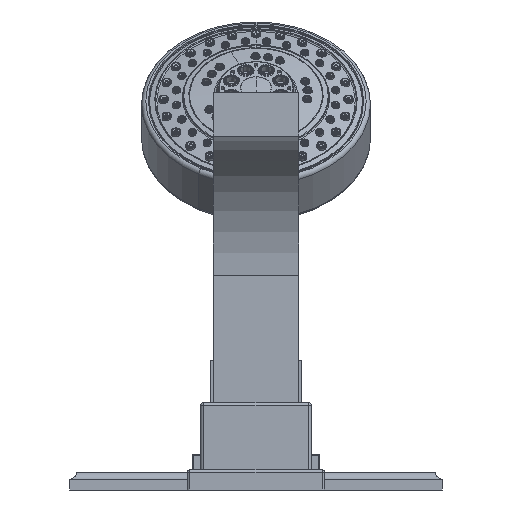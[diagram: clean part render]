
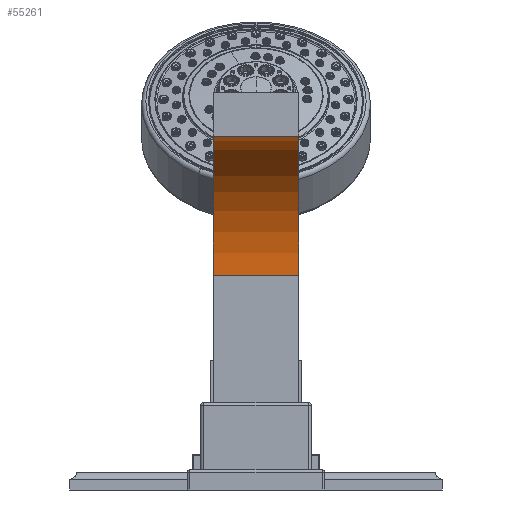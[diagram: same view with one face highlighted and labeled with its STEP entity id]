
A CAD part, front view. The second image highlights one B-rep face of the part: STEP entity #55261.
In plain terms, the highlighted cylindrical face has radius 62.56 mm (diameter 125.12 mm), a partial arc.
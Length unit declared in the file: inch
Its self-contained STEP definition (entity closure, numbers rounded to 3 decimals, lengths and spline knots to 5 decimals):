
#54496=CARTESIAN_POINT('',(0.75,-8.838,3.75003));
#54497=DIRECTION('',(1.,0.,0.));
#54498=DIRECTION('',(0.,1.,0.));
#54499=AXIS2_PLACEMENT_3D('',#54496,#54497,#54498);
#54535=DIRECTION('',(1.,0.,0.));
#54536=VECTOR('',#54535,1.5);
#54537=CARTESIAN_POINT('',(-0.75,-8.455,6.18306));
#54538=LINE('',#54537,#54536);
#54539=DIRECTION('',(1.,0.,0.));
#54540=VECTOR('',#54539,1.5);
#54541=CARTESIAN_POINT('',(-0.75,-6.375,3.75003));
#54542=LINE('',#54541,#54540);
#54543=CARTESIAN_POINT('',(-0.75,-8.838,3.75003));
#54544=DIRECTION('',(1.,0.,0.));
#54545=DIRECTION('',(0.,1.,0.));
#54546=AXIS2_PLACEMENT_3D('',#54543,#54544,#54545);
#54632=CARTESIAN_POINT('',(-0.75,-6.375,3.75003));
#54633=CARTESIAN_POINT('',(0.75,-6.375,3.75003));
#54634=VERTEX_POINT('',#54632);
#54635=VERTEX_POINT('',#54633);
#54636=CARTESIAN_POINT('',(-0.75,-8.455,6.18306));
#54638=VERTEX_POINT('',#54636);
#54640=CARTESIAN_POINT('',(0.75,-8.455,6.18306));
#54642=VERTEX_POINT('',#54640);
#55250=CARTESIAN_POINT('',(-1.,-8.838,3.75003));
#55251=DIRECTION('',(1.,0.,0.));
#55252=DIRECTION('',(0.,-1.,0.));
#55253=AXIS2_PLACEMENT_3D('',#55250,#55251,#55252);
#55254=CYLINDRICAL_SURFACE('',#55253,2.463);
#55255=ORIENTED_EDGE('',*,*,#55245,.T.);
#55256=ORIENTED_EDGE('',*,*,#55183,.F.);
#55257=ORIENTED_EDGE('',*,*,#55201,.F.);
#55258=ORIENTED_EDGE('',*,*,#55218,.T.);
#55259=EDGE_LOOP('',(#55255,#55256,#55257,#55258));
#55260=FACE_OUTER_BOUND('',#55259,.F.);
#55261=ADVANCED_FACE('',(#55260),#55254,.F.);
#54500=CIRCLE('',#54499,2.463);
#54547=CIRCLE('',#54546,2.463);
#55183=EDGE_CURVE('',#54635,#54642,#54500,.T.);
#55201=EDGE_CURVE('',#54634,#54635,#54542,.T.);
#55218=EDGE_CURVE('',#54634,#54638,#54547,.T.);
#55245=EDGE_CURVE('',#54638,#54642,#54538,.T.);
